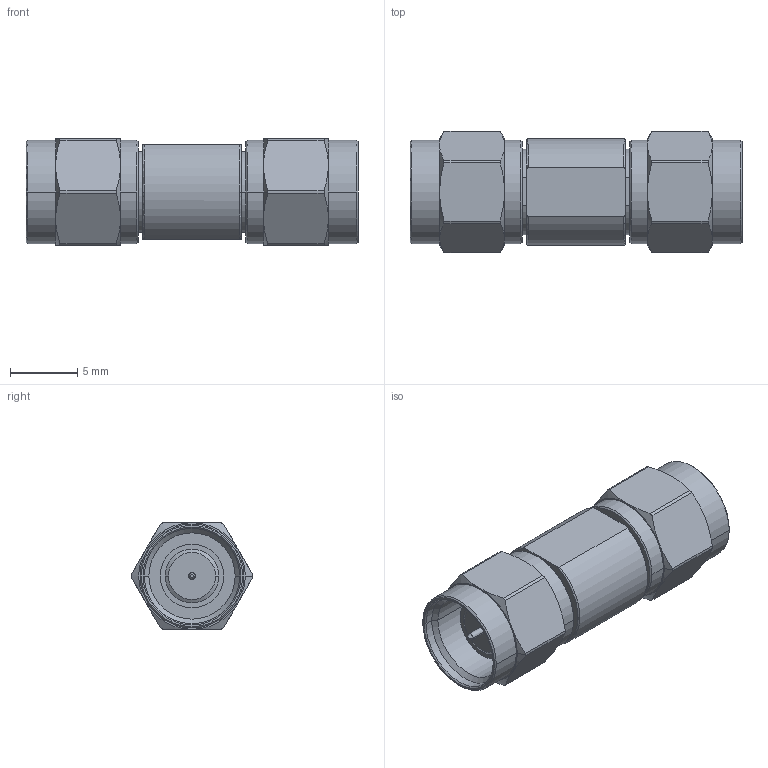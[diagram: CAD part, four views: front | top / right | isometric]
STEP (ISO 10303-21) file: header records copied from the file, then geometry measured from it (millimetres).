
FILE_DESCRIPTION (( 'STEP AP214' ), '1' );
FILE_NAME ('FMAD1602_3D.step', '2023-03-14T01:53:39', ( '' ), ( '' ), 'SwSTEP 2.0', 'SolidWorks 2022', '' );
FILE_SCHEMA (( 'AUTOMOTIVE_DESIGN' ));
Length unit declared in the file: inch
Products named in the file (3): 185-32S-5001-1-BODY^FMAD1602; ADS-185-3-185-3-3^FMAD1602; FMAD1602_3D
Assembly tree (3 placements, depth 2):
  FMAD1602_3D
    ADS-185-3-185-3-3^FMAD1602
    185-32S-5001-1-BODY^FMAD1602  x2
Bounding box: 24.6 x 9 x 7.9 mm (x, y, z)
Volume: 948.7 mm3; surface area: 1480.3 mm2
Topology: 3 solids, 3 shells, 185 faces, 419 edges, 254 vertices
Faces by surface type: cone 68, cylinder 61, plane 50, torus 6
Entity records: 3155 total; most frequent: CARTESIAN_POINT 731, DIRECTION 527, ORIENTED_EDGE 458, EDGE_CURVE 229, AXIS2_PLACEMENT_3D 224, VERTEX_POINT 140, CIRCLE 118, EDGE_LOOP 109
